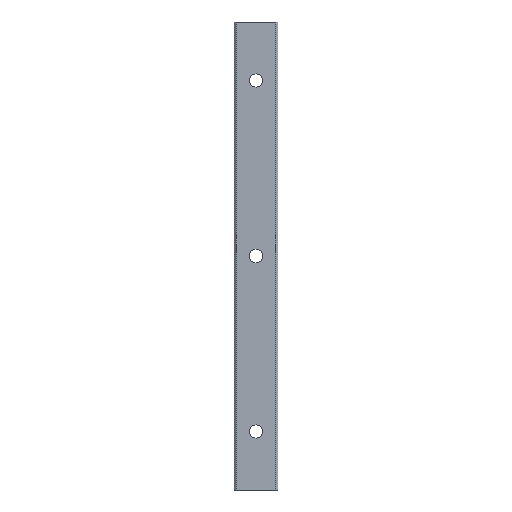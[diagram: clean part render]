
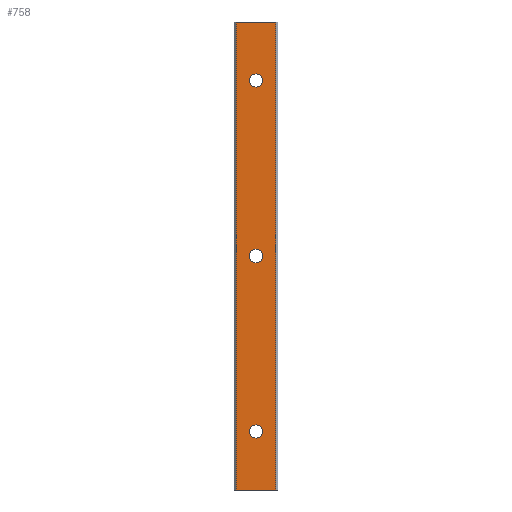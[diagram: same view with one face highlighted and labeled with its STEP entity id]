
A CAD part, front view. The second image highlights one B-rep face of the part: STEP entity #758.
In plain terms, the highlighted planar face has unit normal (0, -1, 0).
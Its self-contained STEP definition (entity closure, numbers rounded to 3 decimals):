
#3 = LINE ( 'NONE', #286, #518 ) ;
#7 = VERTEX_POINT ( 'NONE', #438 ) ;
#16 = EDGE_CURVE ( 'NONE', #289, #934, #223, .T. ) ;
#27 = CARTESIAN_POINT ( 'NONE',  ( 0., 0., -80. ) ) ;
#40 = DIRECTION ( 'NONE',  ( 0., 1., 0. ) ) ;
#57 = PLANE ( 'NONE',  #646 ) ;
#77 = EDGE_CURVE ( 'NONE', #7, #979, #130, .T. ) ;
#83 = VERTEX_POINT ( 'NONE', #966 ) ;
#84 = CARTESIAN_POINT ( 'NONE',  ( 0., 0., -140. ) ) ;
#115 = EDGE_CURVE ( 'NONE', #260, #1293, #1327, .T. ) ;
#126 = DIRECTION ( 'NONE',  ( 0., 0., 1. ) ) ;
#130 = LINE ( 'NONE', #970, #946 ) ;
#133 = CARTESIAN_POINT ( 'NONE',  ( 0., 0., -22.25 ) ) ;
#145 = FACE_BOUND ( 'NONE', #1146, .T. ) ;
#152 = CARTESIAN_POINT ( 'NONE',  ( -6.8, 0., -160. ) ) ;
#161 = ORIENTED_EDGE ( 'NONE', *, *, #845, .F. ) ;
#188 = VERTEX_POINT ( 'NONE', #247 ) ;
#189 = EDGE_CURVE ( 'NONE', #188, #7, #683, .T. ) ;
#220 = ORIENTED_EDGE ( 'NONE', *, *, #189, .T. ) ;
#223 = CIRCLE ( 'NONE', #734, 2.25 ) ;
#230 = CARTESIAN_POINT ( 'NONE',  ( 0., 0., -142.25 ) ) ;
#231 = DIRECTION ( 'NONE',  ( 0., 1., 0. ) ) ;
#235 = FACE_BOUND ( 'NONE', #1347, .T. ) ;
#247 = CARTESIAN_POINT ( 'NONE',  ( -6.8, 0., -160. ) ) ;
#254 = AXIS2_PLACEMENT_3D ( 'NONE', #84, #1124, #1222 ) ;
#258 = CARTESIAN_POINT ( 'NONE',  ( 0., 0., -17.75 ) ) ;
#260 = VERTEX_POINT ( 'NONE', #365 ) ;
#267 = DIRECTION ( 'NONE',  ( 0., -1., 0. ) ) ;
#286 = CARTESIAN_POINT ( 'NONE',  ( -6.8, 0., 0. ) ) ;
#289 = VERTEX_POINT ( 'NONE', #258 ) ;
#301 = VECTOR ( 'NONE', #1005, 1000. ) ;
#335 = CARTESIAN_POINT ( 'NONE',  ( 0., 0., -80. ) ) ;
#357 = CIRCLE ( 'NONE', #455, 2.25 ) ;
#365 = CARTESIAN_POINT ( 'NONE',  ( 0., 0., -77.75 ) ) ;
#399 = EDGE_LOOP ( 'NONE', ( #983, #901 ) ) ;
#414 = ORIENTED_EDGE ( 'NONE', *, *, #1177, .F. ) ;
#420 = DIRECTION ( 'NONE',  ( 0., 1., 0. ) ) ;
#428 = ORIENTED_EDGE ( 'NONE', *, *, #115, .T. ) ;
#438 = CARTESIAN_POINT ( 'NONE',  ( 6.8, 0., -160. ) ) ;
#450 = FACE_OUTER_BOUND ( 'NONE', #1267, .T. ) ;
#455 = AXIS2_PLACEMENT_3D ( 'NONE', #1121, #1224, #1095 ) ;
#518 = VECTOR ( 'NONE', #700, 1000. ) ;
#559 = ORIENTED_EDGE ( 'NONE', *, *, #962, .T. ) ;
#573 = VECTOR ( 'NONE', #1296, 1000. ) ;
#608 = CARTESIAN_POINT ( 'NONE',  ( 0., 0., -137.75 ) ) ;
#624 = AXIS2_PLACEMENT_3D ( 'NONE', #335, #231, #779 ) ;
#646 = AXIS2_PLACEMENT_3D ( 'NONE', #152, #267, #895 ) ;
#650 = DIRECTION ( 'NONE',  ( 0., 0., 1. ) ) ;
#654 = DIRECTION ( 'NONE',  ( 0., 1., 0. ) ) ;
#672 = CARTESIAN_POINT ( 'NONE',  ( -6.8, 0., -160. ) ) ;
#683 = LINE ( 'NONE', #672, #573 ) ;
#699 = FACE_BOUND ( 'NONE', #399, .T. ) ;
#700 = DIRECTION ( 'NONE',  ( 1., 0., 0. ) ) ;
#717 = AXIS2_PLACEMENT_3D ( 'NONE', #27, #40, #1090 ) ;
#734 = AXIS2_PLACEMENT_3D ( 'NONE', #1079, #420, #870 ) ;
#758 = ADVANCED_FACE ( 'NONE', ( #235, #450, #145, #699 ), #57, .T. ) ;
#779 = DIRECTION ( 'NONE',  ( 0., 0., 1. ) ) ;
#842 = ORIENTED_EDGE ( 'NONE', *, *, #1000, .T. ) ;
#845 = EDGE_CURVE ( 'NONE', #188, #83, #1187, .T. ) ;
#853 = CIRCLE ( 'NONE', #945, 2.25 ) ;
#867 = ORIENTED_EDGE ( 'NONE', *, *, #16, .T. ) ;
#870 = DIRECTION ( 'NONE',  ( 0., 0., 1. ) ) ;
#895 = DIRECTION ( 'NONE',  ( 1., 0., 0. ) ) ;
#901 = ORIENTED_EDGE ( 'NONE', *, *, #1367, .T. ) ;
#934 = VERTEX_POINT ( 'NONE', #133 ) ;
#936 = VERTEX_POINT ( 'NONE', #230 ) ;
#945 = AXIS2_PLACEMENT_3D ( 'NONE', #1190, #654, #650 ) ;
#946 = VECTOR ( 'NONE', #126, 1000. ) ;
#962 = EDGE_CURVE ( 'NONE', #934, #289, #853, .T. ) ;
#966 = CARTESIAN_POINT ( 'NONE',  ( -6.8, 0., 0. ) ) ;
#970 = CARTESIAN_POINT ( 'NONE',  ( 6.8, 0., -160. ) ) ;
#979 = VERTEX_POINT ( 'NONE', #1301 ) ;
#983 = ORIENTED_EDGE ( 'NONE', *, *, #1153, .T. ) ;
#1000 = EDGE_CURVE ( 'NONE', #1293, #260, #1143, .T. ) ;
#1005 = DIRECTION ( 'NONE',  ( 0., 0., 1. ) ) ;
#1039 = ORIENTED_EDGE ( 'NONE', *, *, #77, .T. ) ;
#1079 = CARTESIAN_POINT ( 'NONE',  ( 0., 0., -20. ) ) ;
#1090 = DIRECTION ( 'NONE',  ( 0., 0., 1. ) ) ;
#1095 = DIRECTION ( 'NONE',  ( 0., 0., 1. ) ) ;
#1121 = CARTESIAN_POINT ( 'NONE',  ( 0., 0., -140. ) ) ;
#1124 = DIRECTION ( 'NONE',  ( 0., 1., 0. ) ) ;
#1143 = CIRCLE ( 'NONE', #717, 2.25 ) ;
#1146 = EDGE_LOOP ( 'NONE', ( #867, #559 ) ) ;
#1153 = EDGE_CURVE ( 'NONE', #1283, #936, #357, .T. ) ;
#1177 = EDGE_CURVE ( 'NONE', #83, #979, #3, .T. ) ;
#1187 = LINE ( 'NONE', #1325, #301 ) ;
#1190 = CARTESIAN_POINT ( 'NONE',  ( 0., 0., -20. ) ) ;
#1222 = DIRECTION ( 'NONE',  ( 0., 0., 1. ) ) ;
#1224 = DIRECTION ( 'NONE',  ( 0., 1., 0. ) ) ;
#1247 = CIRCLE ( 'NONE', #254, 2.25 ) ;
#1256 = CARTESIAN_POINT ( 'NONE',  ( 0., 0., -82.25 ) ) ;
#1267 = EDGE_LOOP ( 'NONE', ( #414, #161, #220, #1039 ) ) ;
#1283 = VERTEX_POINT ( 'NONE', #608 ) ;
#1293 = VERTEX_POINT ( 'NONE', #1256 ) ;
#1296 = DIRECTION ( 'NONE',  ( 1., 0., 0. ) ) ;
#1301 = CARTESIAN_POINT ( 'NONE',  ( 6.8, 0., 0. ) ) ;
#1325 = CARTESIAN_POINT ( 'NONE',  ( -6.8, 0., -160. ) ) ;
#1327 = CIRCLE ( 'NONE', #624, 2.25 ) ;
#1347 = EDGE_LOOP ( 'NONE', ( #428, #842 ) ) ;
#1367 = EDGE_CURVE ( 'NONE', #936, #1283, #1247, .T. ) ;
